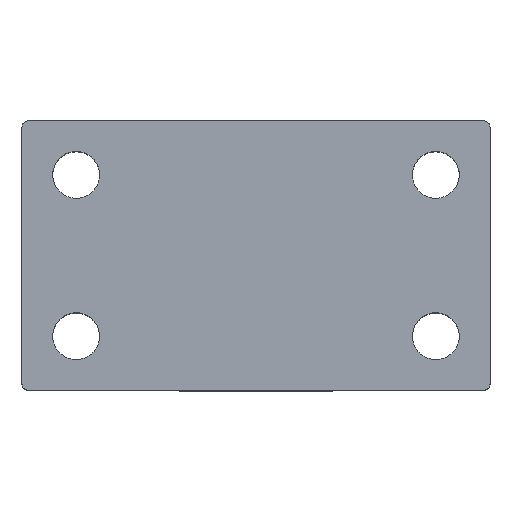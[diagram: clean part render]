
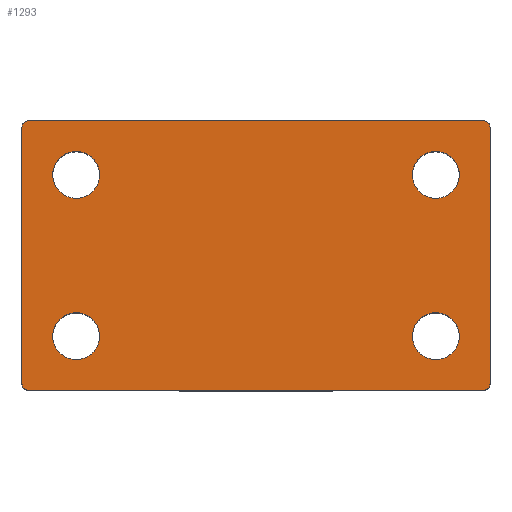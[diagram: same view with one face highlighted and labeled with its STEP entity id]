
A CAD part, top view. The second image highlights one B-rep face of the part: STEP entity #1293.
In plain terms, the highlighted planar face has unit normal (0, 0, 1).
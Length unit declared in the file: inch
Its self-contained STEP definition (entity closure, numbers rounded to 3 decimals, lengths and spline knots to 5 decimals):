
#65=FACE_BOUND('',#252,.T.);
#66=FACE_BOUND('',#253,.T.);
#67=FACE_BOUND('',#254,.T.);
#68=FACE_BOUND('',#255,.T.);
#91=PLANE('',#1479);
#161=FACE_OUTER_BOUND('',#251,.T.);
#251=EDGE_LOOP('',(#1115,#1116,#1117,#1118,#1119,#1120,#1121,#1122));
#252=EDGE_LOOP('',(#1123));
#253=EDGE_LOOP('',(#1124));
#254=EDGE_LOOP('',(#1125));
#255=EDGE_LOOP('',(#1126));
#360=LINE('',#2246,#462);
#361=LINE('',#2247,#463);
#362=LINE('',#2248,#464);
#363=LINE('',#2249,#465);
#462=VECTOR('',#1861,0.3937);
#463=VECTOR('',#1862,0.3937);
#464=VECTOR('',#1863,0.3937);
#465=VECTOR('',#1864,0.3937);
#535=CIRCLE('',#1455,0.03);
#536=CIRCLE('',#1458,0.03);
#537=CIRCLE('',#1460,0.03);
#538=CIRCLE('',#1463,0.03);
#544=CIRCLE('',#1472,0.10827);
#545=CIRCLE('',#1474,0.10827);
#546=CIRCLE('',#1476,0.10827);
#547=CIRCLE('',#1478,0.10827);
#637=VERTEX_POINT('',#2182);
#638=VERTEX_POINT('',#2183);
#639=VERTEX_POINT('',#2191);
#640=VERTEX_POINT('',#2192);
#641=VERTEX_POINT('',#2197);
#642=VERTEX_POINT('',#2198);
#643=VERTEX_POINT('',#2206);
#644=VERTEX_POINT('',#2207);
#652=VERTEX_POINT('',#2230);
#653=VERTEX_POINT('',#2234);
#654=VERTEX_POINT('',#2238);
#655=VERTEX_POINT('',#2242);
#788=EDGE_CURVE('',#637,#638,#535,.T.);
#793=EDGE_CURVE('',#639,#640,#536,.T.);
#796=EDGE_CURVE('',#641,#642,#537,.T.);
#801=EDGE_CURVE('',#643,#644,#538,.T.);
#813=EDGE_CURVE('',#652,#652,#544,.T.);
#815=EDGE_CURVE('',#653,#653,#545,.T.);
#817=EDGE_CURVE('',#654,#654,#546,.T.);
#819=EDGE_CURVE('',#655,#655,#547,.T.);
#821=EDGE_CURVE('',#637,#644,#360,.T.);
#822=EDGE_CURVE('',#643,#642,#361,.T.);
#823=EDGE_CURVE('',#641,#640,#362,.T.);
#824=EDGE_CURVE('',#639,#638,#363,.T.);
#1115=ORIENTED_EDGE('',*,*,#788,.F.);
#1116=ORIENTED_EDGE('',*,*,#821,.T.);
#1117=ORIENTED_EDGE('',*,*,#801,.F.);
#1118=ORIENTED_EDGE('',*,*,#822,.T.);
#1119=ORIENTED_EDGE('',*,*,#796,.F.);
#1120=ORIENTED_EDGE('',*,*,#823,.T.);
#1121=ORIENTED_EDGE('',*,*,#793,.F.);
#1122=ORIENTED_EDGE('',*,*,#824,.T.);
#1123=ORIENTED_EDGE('',*,*,#813,.T.);
#1124=ORIENTED_EDGE('',*,*,#815,.T.);
#1125=ORIENTED_EDGE('',*,*,#817,.T.);
#1126=ORIENTED_EDGE('',*,*,#819,.T.);
#1293=ADVANCED_FACE('',(#161,#65,#66,#67,#68),#91,.T.);
#1455=AXIS2_PLACEMENT_3D('',#2184,#1791,#1792);
#1458=AXIS2_PLACEMENT_3D('',#2193,#1801,#1802);
#1460=AXIS2_PLACEMENT_3D('',#2199,#1807,#1808);
#1463=AXIS2_PLACEMENT_3D('',#2208,#1817,#1818);
#1472=AXIS2_PLACEMENT_3D('',#2231,#1841,#1842);
#1474=AXIS2_PLACEMENT_3D('',#2235,#1846,#1847);
#1476=AXIS2_PLACEMENT_3D('',#2239,#1851,#1852);
#1478=AXIS2_PLACEMENT_3D('',#2243,#1856,#1857);
#1479=AXIS2_PLACEMENT_3D('',#2245,#1859,#1860);
#1791=DIRECTION('center_axis',(0.,0.,-1.));
#1792=DIRECTION('ref_axis',(-0.707,-0.707,0.));
#1801=DIRECTION('center_axis',(0.,0.,-1.));
#1802=DIRECTION('ref_axis',(-0.707,0.707,0.));
#1807=DIRECTION('center_axis',(0.,0.,-1.));
#1808=DIRECTION('ref_axis',(0.707,0.707,0.));
#1817=DIRECTION('center_axis',(0.,0.,-1.));
#1818=DIRECTION('ref_axis',(0.707,-0.707,0.));
#1841=DIRECTION('center_axis',(0.,0.,-1.));
#1842=DIRECTION('ref_axis',(1.,0.,0.));
#1846=DIRECTION('center_axis',(0.,0.,-1.));
#1847=DIRECTION('ref_axis',(1.,0.,0.));
#1851=DIRECTION('center_axis',(0.,0.,-1.));
#1852=DIRECTION('ref_axis',(1.,0.,0.));
#1856=DIRECTION('center_axis',(0.,0.,-1.));
#1857=DIRECTION('ref_axis',(1.,0.,0.));
#1859=DIRECTION('center_axis',(0.,0.,1.));
#1860=DIRECTION('ref_axis',(1.,0.,0.));
#1861=DIRECTION('',(1.,0.,0.));
#1862=DIRECTION('',(0.,1.,0.));
#1863=DIRECTION('',(-1.,0.,0.));
#1864=DIRECTION('',(0.,-1.,0.));
#2182=CARTESIAN_POINT('',(-1.05,-1.057,6.56499));
#2183=CARTESIAN_POINT('',(-1.08,-1.027,6.56499));
#2184=CARTESIAN_POINT('Origin',(-1.05,-1.027,6.56499));
#2191=CARTESIAN_POINT('',(-1.08,0.1575,6.56499));
#2192=CARTESIAN_POINT('',(-1.05,0.1875,6.56499));
#2193=CARTESIAN_POINT('Origin',(-1.05,0.1575,6.56499));
#2197=CARTESIAN_POINT('',(1.05,0.1875,6.56499));
#2198=CARTESIAN_POINT('',(1.08,0.1575,6.56499));
#2199=CARTESIAN_POINT('Origin',(1.05,0.1575,6.56499));
#2206=CARTESIAN_POINT('',(1.08,-1.027,6.56499));
#2207=CARTESIAN_POINT('',(1.05,-1.057,6.56499));
#2208=CARTESIAN_POINT('Origin',(1.05,-1.027,6.56499));
#2230=CARTESIAN_POINT('',(0.72173,-0.807,6.56499));
#2231=CARTESIAN_POINT('Origin',(0.83,-0.807,6.56499));
#2234=CARTESIAN_POINT('',(-0.93827,-0.0625,6.56499));
#2235=CARTESIAN_POINT('Origin',(-0.83,-0.0625,6.56499));
#2238=CARTESIAN_POINT('',(0.72173,-0.0625,6.56499));
#2239=CARTESIAN_POINT('Origin',(0.83,-0.0625,6.56499));
#2242=CARTESIAN_POINT('',(-0.93827,-0.807,6.56499));
#2243=CARTESIAN_POINT('Origin',(-0.83,-0.807,6.56499));
#2245=CARTESIAN_POINT('Origin',(0.,0.1875,6.56499));
#2246=CARTESIAN_POINT('',(0.,-1.057,6.56499));
#2247=CARTESIAN_POINT('',(1.08,-1.057,6.56499));
#2248=CARTESIAN_POINT('',(0.,0.1875,6.56499));
#2249=CARTESIAN_POINT('',(-1.08,0.1875,6.56499));
